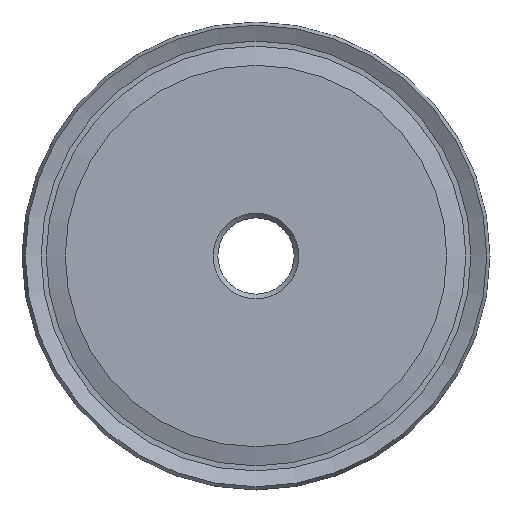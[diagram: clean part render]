
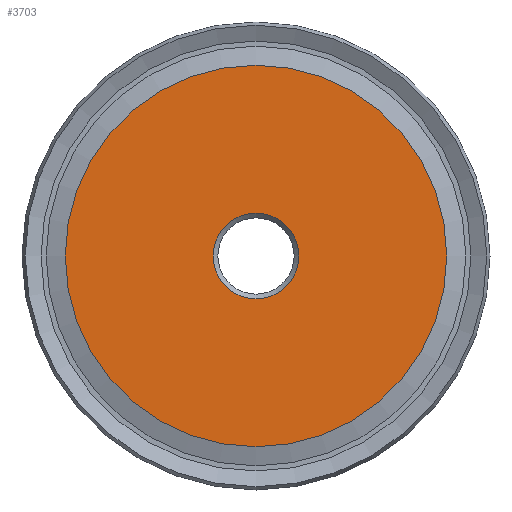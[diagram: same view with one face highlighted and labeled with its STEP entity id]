
A CAD part, left-side view. The second image highlights one B-rep face of the part: STEP entity #3703.
In plain terms, the highlighted planar face has unit normal (-1, 0, 0).
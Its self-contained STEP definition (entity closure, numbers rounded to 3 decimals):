
#3703 = ADVANCED_FACE('',(#3704,#3740),#3717,.F.);
#3704 = FACE_BOUND('',#3705,.F.);
#3705 = EDGE_LOOP('',(#3706));
#3706 = ORIENTED_EDGE('',*,*,#3707,.F.);
#3707 = EDGE_CURVE('',#3708,#3708,#3710,.T.);
#3708 = VERTEX_POINT('',#3709);
#3709 = CARTESIAN_POINT('',(-7.,0.,4.5));
#3710 = SURFACE_CURVE('',#3711,(#3716,#3728),.PCURVE_S1.);
#3711 = CIRCLE('',#3712,4.5);
#3712 = AXIS2_PLACEMENT_3D('',#3713,#3714,#3715);
#3713 = CARTESIAN_POINT('',(-7.,0.,0.));
#3714 = DIRECTION('',(1.,0.,0.));
#3715 = DIRECTION('',(0.,0.,1.));
#3716 = PCURVE('',#3717,#3722);
#3717 = PLANE('',#3718);
#3718 = AXIS2_PLACEMENT_3D('',#3719,#3720,#3721);
#3719 = CARTESIAN_POINT('',(-7.,0.,0.));
#3720 = DIRECTION('',(1.,0.,0.));
#3721 = DIRECTION('',(0.,0.,1.));
#3722 = DEFINITIONAL_REPRESENTATION('',(#3723),#3727);
#3723 = CIRCLE('',#3724,4.5);
#3724 = AXIS2_PLACEMENT_2D('',#3725,#3726);
#3725 = CARTESIAN_POINT('',(0.,0.));
#3726 = DIRECTION('',(1.,0.));
#3727 = ( GEOMETRIC_REPRESENTATION_CONTEXT(2) 
PARAMETRIC_REPRESENTATION_CONTEXT() REPRESENTATION_CONTEXT('2D SPACE',''
  ) );
#3728 = PCURVE('',#3729,#3734);
#3729 = CONICAL_SURFACE('',#3730,4.,0.785);
#3730 = AXIS2_PLACEMENT_3D('',#3731,#3732,#3733);
#3731 = CARTESIAN_POINT('',(-6.5,0.,0.));
#3732 = DIRECTION('',(-1.,-0.,-0.));
#3733 = DIRECTION('',(0.,0.,1.));
#3734 = DEFINITIONAL_REPRESENTATION('',(#3735),#3739);
#3735 = LINE('',#3736,#3737);
#3736 = CARTESIAN_POINT('',(0.,0.5));
#3737 = VECTOR('',#3738,1.);
#3738 = DIRECTION('',(-1.,-0.));
#3739 = ( GEOMETRIC_REPRESENTATION_CONTEXT(2) 
PARAMETRIC_REPRESENTATION_CONTEXT() REPRESENTATION_CONTEXT('2D SPACE',''
  ) );
#3740 = FACE_BOUND('',#3741,.F.);
#3741 = EDGE_LOOP('',(#3742));
#3742 = ORIENTED_EDGE('',*,*,#3743,.T.);
#3743 = EDGE_CURVE('',#3744,#3744,#3746,.T.);
#3744 = VERTEX_POINT('',#3745);
#3745 = CARTESIAN_POINT('',(-7.,0.,20.));
#3746 = SURFACE_CURVE('',#3747,(#3752,#3759),.PCURVE_S1.);
#3747 = CIRCLE('',#3748,20.);
#3748 = AXIS2_PLACEMENT_3D('',#3749,#3750,#3751);
#3749 = CARTESIAN_POINT('',(-7.,0.,0.));
#3750 = DIRECTION('',(1.,0.,0.));
#3751 = DIRECTION('',(0.,0.,1.));
#3752 = PCURVE('',#3717,#3753);
#3753 = DEFINITIONAL_REPRESENTATION('',(#3754),#3758);
#3754 = CIRCLE('',#3755,20.);
#3755 = AXIS2_PLACEMENT_2D('',#3756,#3757);
#3756 = CARTESIAN_POINT('',(0.,0.));
#3757 = DIRECTION('',(1.,0.));
#3758 = ( GEOMETRIC_REPRESENTATION_CONTEXT(2) 
PARAMETRIC_REPRESENTATION_CONTEXT() REPRESENTATION_CONTEXT('2D SPACE',''
  ) );
#3759 = PCURVE('',#3760,#3765);
#3760 = CONICAL_SURFACE('',#3761,22.,1.271);
#3761 = AXIS2_PLACEMENT_3D('',#3762,#3763,#3764);
#3762 = CARTESIAN_POINT('',(-6.383,0.,0.));
#3763 = DIRECTION('',(1.,0.,0.));
#3764 = DIRECTION('',(0.,0.,1.));
#3765 = DEFINITIONAL_REPRESENTATION('',(#3766),#3770);
#3766 = LINE('',#3767,#3768);
#3767 = CARTESIAN_POINT('',(0.,-0.617));
#3768 = VECTOR('',#3769,1.);
#3769 = DIRECTION('',(1.,-0.));
#3770 = ( GEOMETRIC_REPRESENTATION_CONTEXT(2) 
PARAMETRIC_REPRESENTATION_CONTEXT() REPRESENTATION_CONTEXT('2D SPACE',''
  ) );
